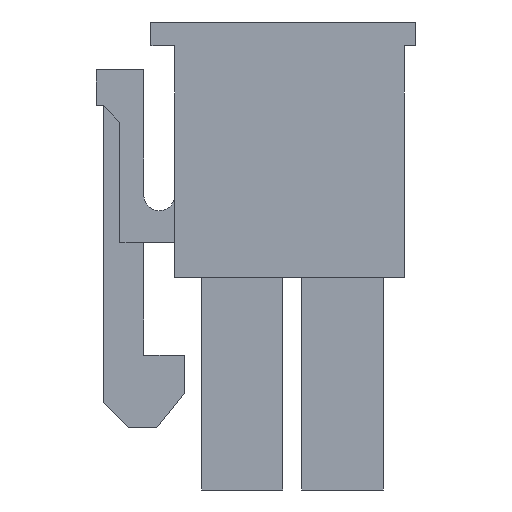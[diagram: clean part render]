
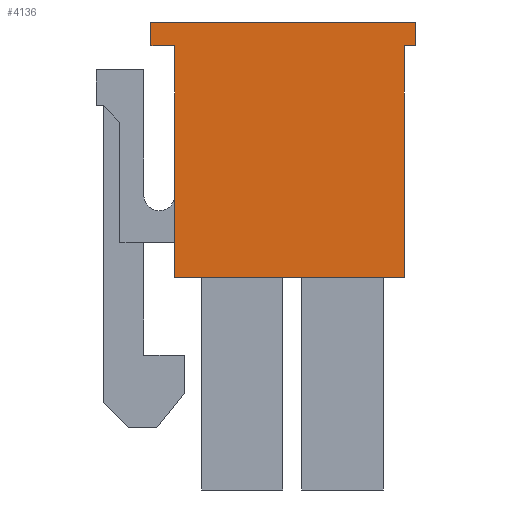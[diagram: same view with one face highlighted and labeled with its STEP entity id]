
A CAD part, left-side view. The second image highlights one B-rep face of the part: STEP entity #4136.
In plain terms, the highlighted planar face has unit normal (-1, 0, 0).
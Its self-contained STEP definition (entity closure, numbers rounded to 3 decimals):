
#4136 = ADVANCED_FACE( '', ( #8428 ), #8429, .T. );
#8428 = FACE_OUTER_BOUND( '', #12799, .T. );
#8429 = PLANE( '', #12800 );
#12799 = EDGE_LOOP( '', ( #25488, #25489, #25490, #25491, #25492, #25493, #25494, #25495 ) );
#12800 = AXIS2_PLACEMENT_3D( '', #25496, #25497, #25498 );
#25488 = ORIENTED_EDGE( '', *, *, #26393, .T. );
#25489 = ORIENTED_EDGE( '', *, *, #31044, .F. );
#25490 = ORIENTED_EDGE( '', *, *, #28670, .F. );
#25491 = ORIENTED_EDGE( '', *, *, #29813, .T. );
#25492 = ORIENTED_EDGE( '', *, *, #28775, .F. );
#25493 = ORIENTED_EDGE( '', *, *, #29407, .T. );
#25494 = ORIENTED_EDGE( '', *, *, #28462, .T. );
#25495 = ORIENTED_EDGE( '', *, *, #31242, .T. );
#25496 = CARTESIAN_POINT( '', ( -25.8, 0., 0. ) );
#25497 = DIRECTION( '', ( -1., 0., 0. ) );
#25498 = DIRECTION( '', ( 0., 0., 1. ) );
#26393 = EDGE_CURVE( '', #31673, #31671, #31674, .T. );
#28462 = EDGE_CURVE( '', #35119, #35126, #35128, .T. );
#28670 = EDGE_CURVE( '', #35442, #35444, #35445, .T. );
#28775 = EDGE_CURVE( '', #35606, #35604, #35608, .T. );
#29407 = EDGE_CURVE( '', #35606, #35119, #36509, .T. );
#29813 = EDGE_CURVE( '', #35442, #35604, #37045, .T. );
#31044 = EDGE_CURVE( '', #35444, #31671, #38513, .T. );
#31242 = EDGE_CURVE( '', #35126, #31673, #38725, .T. );
#31671 = VERTEX_POINT( '', #39276 );
#31673 = VERTEX_POINT( '', #39279 );
#31674 = LINE( '', #39280, #39281 );
#35119 = VERTEX_POINT( '', #44405 );
#35126 = VERTEX_POINT( '', #44416 );
#35128 = LINE( '', #44419, #44420 );
#35442 = VERTEX_POINT( '', #44899 );
#35444 = VERTEX_POINT( '', #44902 );
#35445 = LINE( '', #44903, #44904 );
#35604 = VERTEX_POINT( '', #45143 );
#35606 = VERTEX_POINT( '', #45146 );
#35608 = LINE( '', #45149, #45150 );
#36509 = LINE( '', #46535, #46536 );
#37045 = LINE( '', #47368, #47369 );
#38513 = LINE( '', #49602, #49603 );
#38725 = LINE( '', #49899, #49900 );
#39276 = CARTESIAN_POINT( '', ( -25.8, -4.8, 4.35 ) );
#39279 = CARTESIAN_POINT( '', ( -25.8, -4.8, -5.35 ) );
#39280 = CARTESIAN_POINT( '', ( -25.8, -4.8, -5.35 ) );
#39281 = VECTOR( '', #50224, 1000. );
#44405 = CARTESIAN_POINT( '', ( -25.8, 4.8, 4.35 ) );
#44416 = CARTESIAN_POINT( '', ( -25.8, 4.8, -5.35 ) );
#44419 = CARTESIAN_POINT( '', ( -25.8, 4.8, 5.35 ) );
#44420 = VECTOR( '', #51915, 1000. );
#44899 = CARTESIAN_POINT( '', ( -25.8, -5.3, 5.35 ) );
#44902 = CARTESIAN_POINT( '', ( -25.8, -5.3, 4.35 ) );
#44903 = CARTESIAN_POINT( '', ( -25.8, -5.3, 5.35 ) );
#44904 = VECTOR( '', #52082, 1000. );
#45143 = CARTESIAN_POINT( '', ( -25.8, 5.8, 5.35 ) );
#45146 = CARTESIAN_POINT( '', ( -25.8, 5.8, 4.35 ) );
#45149 = CARTESIAN_POINT( '', ( -25.8, 5.8, 4.35 ) );
#45150 = VECTOR( '', #52165, 1000. );
#46535 = CARTESIAN_POINT( '', ( -25.8, 5.8, 4.35 ) );
#46536 = VECTOR( '', #52650, 1000. );
#47368 = CARTESIAN_POINT( '', ( -25.8, -4.8, 5.35 ) );
#47369 = VECTOR( '', #52950, 1000. );
#49602 = CARTESIAN_POINT( '', ( -25.8, -5.3, 4.35 ) );
#49603 = VECTOR( '', #53719, 1000. );
#49899 = CARTESIAN_POINT( '', ( -25.8, 4.8, -5.35 ) );
#49900 = VECTOR( '', #53804, 1000. );
#50224 = DIRECTION( '', ( 0., 0., 1. ) );
#51915 = DIRECTION( '', ( 0., 0., -1. ) );
#52082 = DIRECTION( '', ( 0., 0., -1. ) );
#52165 = DIRECTION( '', ( 0., 0., 1. ) );
#52650 = DIRECTION( '', ( 0., -1., 0. ) );
#52950 = DIRECTION( '', ( 0., 1., 0. ) );
#53719 = DIRECTION( '', ( 0., 1., 0. ) );
#53804 = DIRECTION( '', ( 0., -1., 0. ) );
